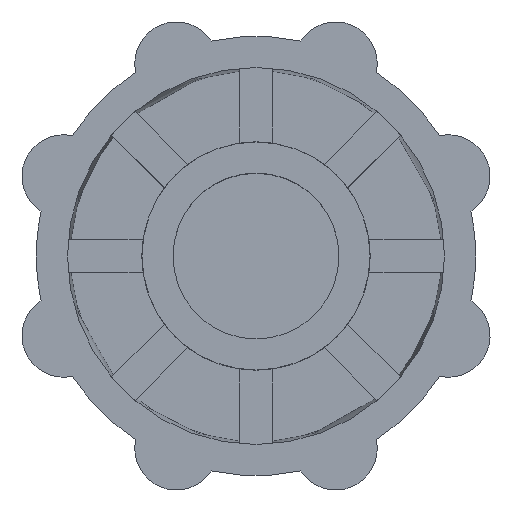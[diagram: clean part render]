
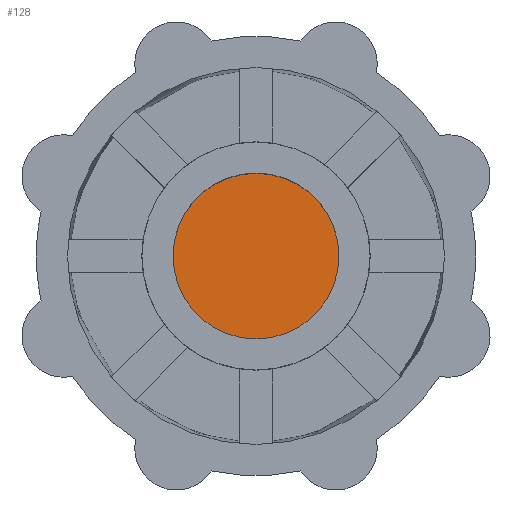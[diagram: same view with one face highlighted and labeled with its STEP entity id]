
A CAD part, top view. The second image highlights one B-rep face of the part: STEP entity #128.
In plain terms, the highlighted planar face has unit normal (0, 0, 1).
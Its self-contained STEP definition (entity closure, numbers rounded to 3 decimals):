
#59 = DIRECTION ( 'NONE',  ( 1., 0., 0. ) ) ;
#128 = ADVANCED_FACE ( 'NONE', ( #3405 ), #3463, .F. ) ;
#132 = AXIS2_PLACEMENT_3D ( 'NONE', #3169, #1006, #2251 ) ;
#494 = DIRECTION ( 'NONE',  ( 1., 0., 0. ) ) ;
#519 = AXIS2_PLACEMENT_3D ( 'NONE', #2286, #3825, #494 ) ;
#620 = CARTESIAN_POINT ( 'NONE',  ( 0., 0., 2.5 ) ) ;
#832 = AXIS2_PLACEMENT_3D ( 'NONE', #620, #1267, #59 ) ;
#1006 = DIRECTION ( 'NONE',  ( 0., 0., -1. ) ) ;
#1071 = ORIENTED_EDGE ( 'NONE', *, *, #1798, .T. ) ;
#1150 = VERTEX_POINT ( 'NONE', #2391 ) ;
#1199 = VERTEX_POINT ( 'NONE', #2220 ) ;
#1267 = DIRECTION ( 'NONE',  ( 0., 0., 1. ) ) ;
#1798 = EDGE_CURVE ( 'NONE', #1150, #1199, #2128, .T. ) ;
#2128 = CIRCLE ( 'NONE', #519, 4. ) ;
#2220 = CARTESIAN_POINT ( 'NONE',  ( -4., 0., 2.5 ) ) ;
#2251 = DIRECTION ( 'NONE',  ( -1., 0., 0. ) ) ;
#2286 = CARTESIAN_POINT ( 'NONE',  ( 0., 0., 2.5 ) ) ;
#2391 = CARTESIAN_POINT ( 'NONE',  ( 4., 0., 2.5 ) ) ;
#2627 = EDGE_CURVE ( 'NONE', #1199, #1150, #2954, .T. ) ;
#2645 = ORIENTED_EDGE ( 'NONE', *, *, #2627, .T. ) ;
#2721 = EDGE_LOOP ( 'NONE', ( #1071, #2645 ) ) ;
#2954 = CIRCLE ( 'NONE', #832, 4. ) ;
#3169 = CARTESIAN_POINT ( 'NONE',  ( 0., 4., 2.5 ) ) ;
#3405 = FACE_OUTER_BOUND ( 'NONE', #2721, .T. ) ;
#3463 = PLANE ( 'NONE',  #132 ) ;
#3825 = DIRECTION ( 'NONE',  ( 0., 0., 1. ) ) ;
